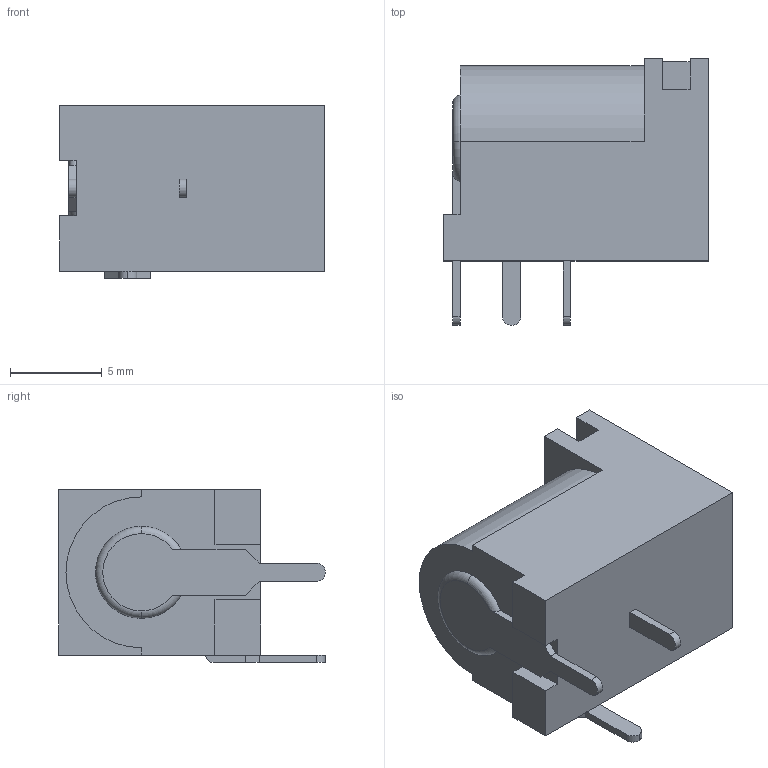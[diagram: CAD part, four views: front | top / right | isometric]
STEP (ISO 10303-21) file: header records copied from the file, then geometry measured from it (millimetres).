
FILE_DESCRIPTION (( 'STEP AP214' ), '1' );
FILE_NAME ('PJ-102AH.STEP', '2022-11-25T14:14:17', ( '' ), ( '' ), 'SwSTEP 2.0', 'SolidWorks 2017', '' );
FILE_SCHEMA (( 'AUTOMOTIVE_DESIGN' ));
Length unit declared in the file: millimetre
Products named in the file (2): PJ-102AH
Assembly tree (1 placements, depth 2):
  PJ-102AH
    PJ-102AH
Bounding box: 14.4 x 14.5 x 9.4 mm (x, y, z)
Volume: 974.2 mm3; surface area: 1050.7 mm2
Topology: 5 solids, 5 shells, 62 faces, 151 edges, 100 vertices
Faces by surface type: plane 47, cylinder 10, torus 3, cone 2
Entity records: 1917 total; most frequent: CARTESIAN_POINT 327, DIRECTION 311, ORIENTED_EDGE 302, EDGE_CURVE 151, VECTOR 119, LINE 119, VERTEX_POINT 100, AXIS2_PLACEMENT_3D 96
